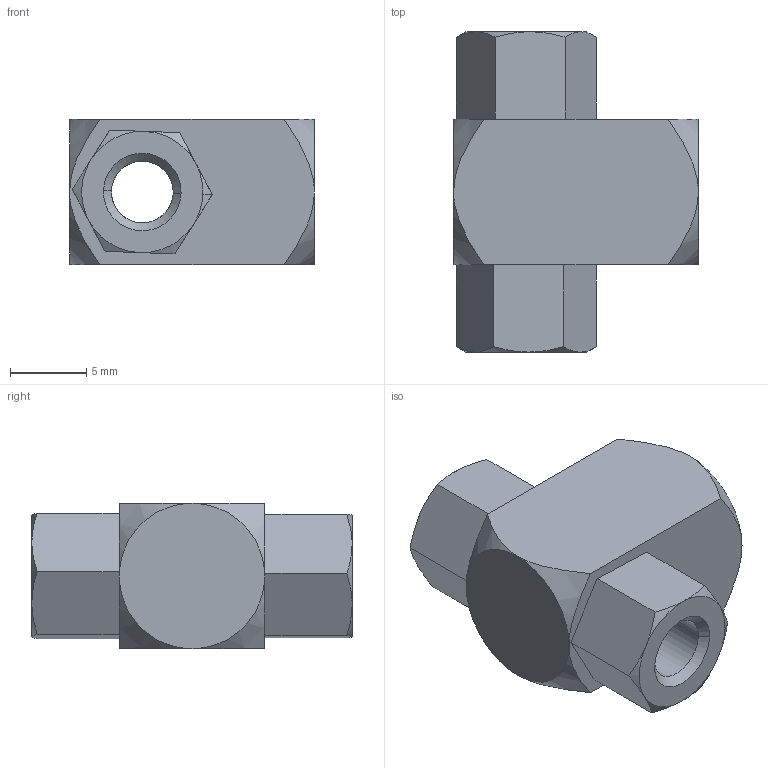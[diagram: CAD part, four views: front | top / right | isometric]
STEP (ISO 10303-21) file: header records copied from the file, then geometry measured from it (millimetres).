
FILE_DESCRIPTION (( 'STEP AP214' ), '1' );
FILE_NAME ('SV10N.step', '2018-10-25T18:32:41', ( '' ), ( '' ), 'SwSTEP 2.0', 'SolidWorks 2018', '' );
FILE_SCHEMA (( 'AUTOMOTIVE_DESIGN' ));
Length unit declared in the file: inch
Products named in the file (1): SV10N
Bounding box: 16 x 20.95 x 9.53 mm (x, y, z)
Volume: 1635.8 mm3; surface area: 1820.2 mm2
Topology: 3 solids, 3 shells, 68 faces, 148 edges, 88 vertices
Faces by surface type: cone 30, plane 24, cylinder 14
Entity records: 3040 total; most frequent: CARTESIAN_POINT 637, DIRECTION 298, ORIENTED_EDGE 296, EDGE_CURVE 148, AXIS2_PLACEMENT_3D 123, VERTEX_POINT 88, EDGE_LOOP 78, DIMENSIONAL_EXPONENTS 73
